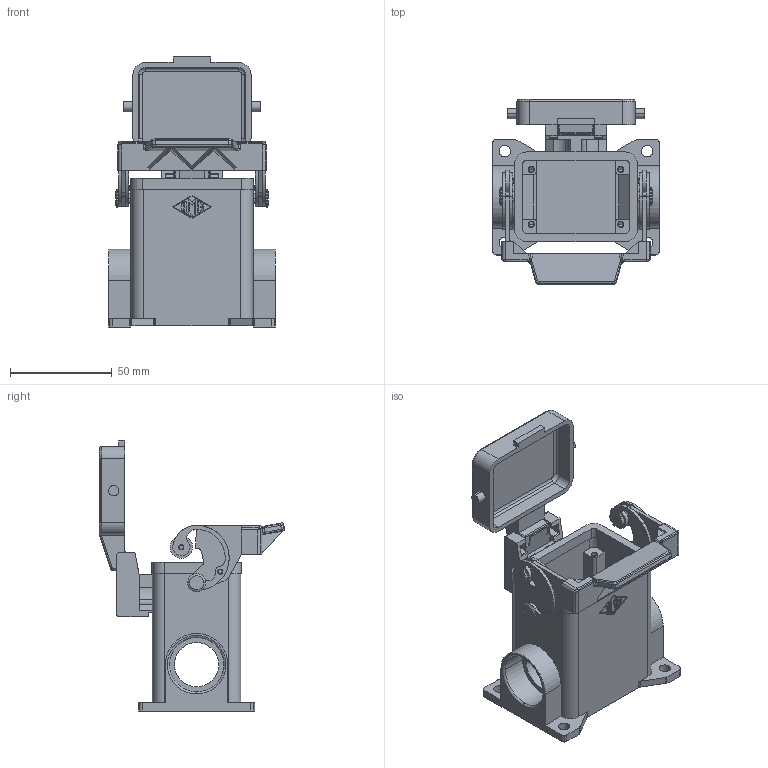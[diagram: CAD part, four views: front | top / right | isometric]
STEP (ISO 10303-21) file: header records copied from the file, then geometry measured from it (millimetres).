
FILE_DESCRIPTION((''),'2;1');
FILE_NAME('CAP 06 LS2.stp','2006-12-20T17:14:33',('gembarski'),(''),'Autodesk Inventor 7','Autodesk Inventor 7','');
FILE_SCHEMA(('AUTOMOTIVE_DESIGN { 1 0 10303 214 1 1 1 1 }'));
Length unit declared in the file: millimetre
Products named in the file (1): CAP 06 LS2
Bounding box: 82 x 90.95 x 132.7 mm (x, y, z)
Volume: 115777.4 mm3; surface area: 61931.2 mm2
Topology: 2 solids, 5 shells, 695 faces, 1860 edges, 1200 vertices
Faces by surface type: plane 246, cylinder 232, bspline 185, torus 20, cone 6, sphere 6
Entity records: 25238 total; most frequent: CARTESIAN_POINT 7829, ORIENTED_EDGE 3704, DIRECTION 3616, EDGE_CURVE 1852, AXIS2_PLACEMENT_3D 1283, VERTEX_POINT 1200, VECTOR 1050, LINE 1050
